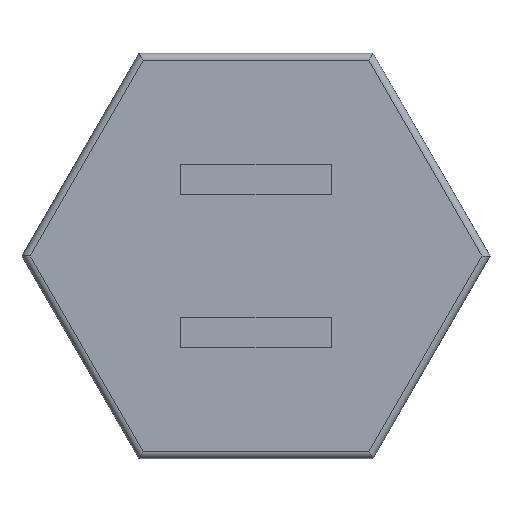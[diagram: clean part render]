
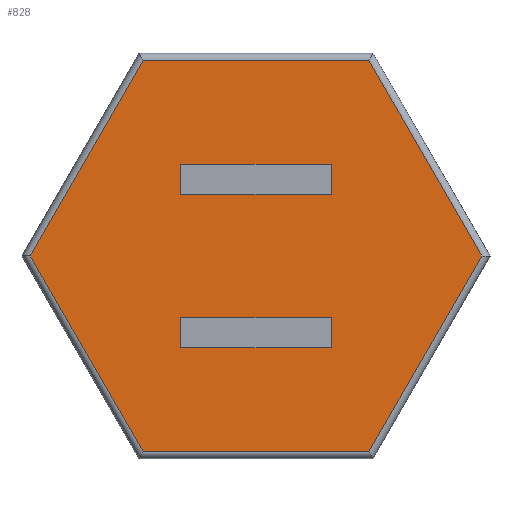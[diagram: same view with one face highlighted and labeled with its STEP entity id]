
A CAD part, front view. The second image highlights one B-rep face of the part: STEP entity #828.
In plain terms, the highlighted planar face has unit normal (0, -1, 0).
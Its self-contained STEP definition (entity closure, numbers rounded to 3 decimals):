
#35=FACE_BOUND('',#151,.T.);
#36=FACE_BOUND('',#152,.T.);
#52=PLANE('',#913);
#94=FACE_OUTER_BOUND('',#150,.T.);
#150=EDGE_LOOP('',(#661,#662,#663,#664,#665,#666));
#151=EDGE_LOOP('',(#667,#668,#669,#670));
#152=EDGE_LOOP('',(#671,#672,#673,#674));
#183=LINE('',#1204,#277);
#187=LINE('',#1212,#281);
#190=LINE('',#1218,#284);
#193=LINE('',#1223,#287);
#195=LINE('',#1229,#289);
#199=LINE('',#1237,#293);
#202=LINE('',#1243,#296);
#205=LINE('',#1248,#299);
#208=LINE('',#1258,#302);
#209=LINE('',#1263,#303);
#211=LINE('',#1271,#305);
#214=LINE('',#1279,#308);
#216=LINE('',#1283,#310);
#218=LINE('',#1286,#312);
#277=VECTOR('',#976,10.);
#281=VECTOR('',#982,10.);
#284=VECTOR('',#987,10.);
#287=VECTOR('',#992,10.);
#289=VECTOR('',#998,10.);
#293=VECTOR('',#1004,10.);
#296=VECTOR('',#1009,10.);
#299=VECTOR('',#1014,10.);
#302=VECTOR('',#1023,10.);
#303=VECTOR('',#1028,10.);
#305=VECTOR('',#1036,10.);
#308=VECTOR('',#1043,10.);
#310=VECTOR('',#1049,10.);
#312=VECTOR('',#1053,10.);
#383=VERTEX_POINT('',#1202);
#384=VERTEX_POINT('',#1203);
#387=VERTEX_POINT('',#1211);
#389=VERTEX_POINT('',#1217);
#391=VERTEX_POINT('',#1227);
#392=VERTEX_POINT('',#1228);
#395=VERTEX_POINT('',#1236);
#397=VERTEX_POINT('',#1242);
#401=VERTEX_POINT('',#1255);
#402=VERTEX_POINT('',#1257);
#403=VERTEX_POINT('',#1261);
#404=VERTEX_POINT('',#1262);
#407=VERTEX_POINT('',#1270);
#410=VERTEX_POINT('',#1278);
#459=EDGE_CURVE('',#383,#384,#183,.T.);
#463=EDGE_CURVE('',#384,#387,#187,.T.);
#466=EDGE_CURVE('',#387,#389,#190,.T.);
#469=EDGE_CURVE('',#389,#383,#193,.T.);
#471=EDGE_CURVE('',#391,#392,#195,.T.);
#475=EDGE_CURVE('',#392,#395,#199,.T.);
#478=EDGE_CURVE('',#395,#397,#202,.T.);
#481=EDGE_CURVE('',#397,#391,#205,.T.);
#485=EDGE_CURVE('',#401,#402,#208,.T.);
#487=EDGE_CURVE('',#403,#404,#209,.T.);
#491=EDGE_CURVE('',#404,#407,#211,.T.);
#495=EDGE_CURVE('',#407,#410,#214,.T.);
#498=EDGE_CURVE('',#410,#401,#216,.T.);
#500=EDGE_CURVE('',#402,#403,#218,.T.);
#661=ORIENTED_EDGE('',*,*,#487,.F.);
#662=ORIENTED_EDGE('',*,*,#500,.F.);
#663=ORIENTED_EDGE('',*,*,#485,.F.);
#664=ORIENTED_EDGE('',*,*,#498,.F.);
#665=ORIENTED_EDGE('',*,*,#495,.F.);
#666=ORIENTED_EDGE('',*,*,#491,.F.);
#667=ORIENTED_EDGE('',*,*,#459,.T.);
#668=ORIENTED_EDGE('',*,*,#463,.T.);
#669=ORIENTED_EDGE('',*,*,#466,.T.);
#670=ORIENTED_EDGE('',*,*,#469,.T.);
#671=ORIENTED_EDGE('',*,*,#471,.T.);
#672=ORIENTED_EDGE('',*,*,#475,.T.);
#673=ORIENTED_EDGE('',*,*,#478,.T.);
#674=ORIENTED_EDGE('',*,*,#481,.T.);
#828=ADVANCED_FACE('',(#94,#35,#36),#52,.F.);
#913=AXIS2_PLACEMENT_3D('',#1301,#1067,#1068);
#976=DIRECTION('',(-1.,0.,0.));
#982=DIRECTION('',(0.,0.,1.));
#987=DIRECTION('',(1.,0.,0.));
#992=DIRECTION('',(0.,0.,-1.));
#998=DIRECTION('',(0.,0.,1.));
#1004=DIRECTION('',(1.,0.,0.));
#1009=DIRECTION('',(0.,0.,-1.));
#1014=DIRECTION('',(-1.,0.,0.));
#1023=DIRECTION('',(0.5,0.,0.866));
#1028=DIRECTION('',(0.5,0.,-0.866));
#1036=DIRECTION('',(-0.5,0.,-0.866));
#1043=DIRECTION('',(-1.,0.,0.));
#1049=DIRECTION('',(-0.5,0.,0.866));
#1053=DIRECTION('',(1.,0.,0.));
#1067=DIRECTION('center_axis',(0.,1.,0.));
#1068=DIRECTION('ref_axis',(0.,0.,1.));
#1202=CARTESIAN_POINT('',(12.5,0.,-15.3));
#1203=CARTESIAN_POINT('',(-12.5,0.,-15.3));
#1204=CARTESIAN_POINT('',(-6.25,0.,-15.3));
#1211=CARTESIAN_POINT('',(-12.5,0.,-10.3));
#1212=CARTESIAN_POINT('',(-12.5,0.,-5.15));
#1217=CARTESIAN_POINT('',(12.5,0.,-10.3));
#1218=CARTESIAN_POINT('',(6.25,0.,-10.3));
#1223=CARTESIAN_POINT('',(12.5,0.,-7.65));
#1227=CARTESIAN_POINT('',(-12.5,0.,10.3));
#1228=CARTESIAN_POINT('',(-12.5,0.,15.3));
#1229=CARTESIAN_POINT('',(-12.5,0.,7.65));
#1236=CARTESIAN_POINT('',(12.5,0.,15.3));
#1237=CARTESIAN_POINT('',(6.25,0.,15.3));
#1242=CARTESIAN_POINT('',(12.5,0.,10.3));
#1243=CARTESIAN_POINT('',(12.5,0.,5.15));
#1248=CARTESIAN_POINT('',(-6.25,0.,10.3));
#1255=CARTESIAN_POINT('',(-37.586,0.,0.));
#1257=CARTESIAN_POINT('',(-18.793,0.,32.551));
#1258=CARTESIAN_POINT('',(-33.061,0.,7.838));
#1261=CARTESIAN_POINT('',(18.793,0.,32.551));
#1262=CARTESIAN_POINT('',(37.586,0.,0.));
#1263=CARTESIAN_POINT('',(23.318,0.,24.713));
#1270=CARTESIAN_POINT('',(18.793,0.,-32.551));
#1271=CARTESIAN_POINT('',(33.061,0.,-7.838));
#1278=CARTESIAN_POINT('',(-18.793,0.,-32.551));
#1279=CARTESIAN_POINT('',(9.743,0.,-32.551));
#1283=CARTESIAN_POINT('',(-23.318,0.,-24.713));
#1286=CARTESIAN_POINT('',(-9.743,0.,32.551));
#1301=CARTESIAN_POINT('Origin',(0.,0.,0.));
